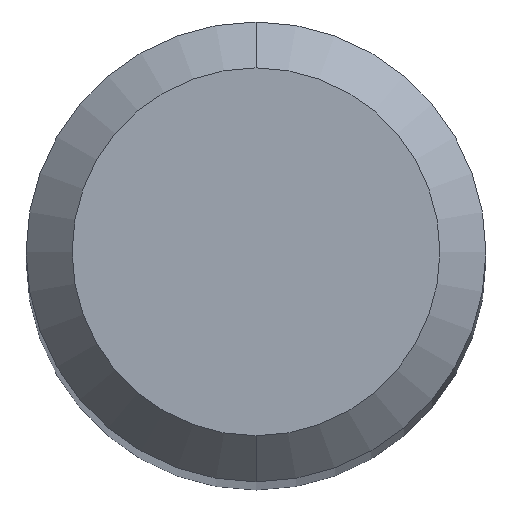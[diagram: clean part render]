
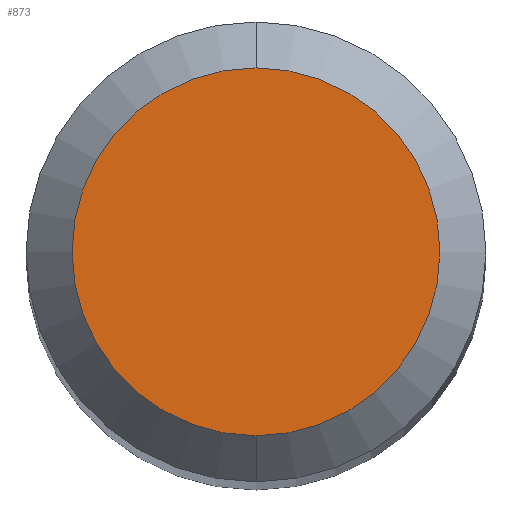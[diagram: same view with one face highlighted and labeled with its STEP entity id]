
A CAD part, top view. The second image highlights one B-rep face of the part: STEP entity #873.
In plain terms, the highlighted planar face has unit normal (0, 0, 1).
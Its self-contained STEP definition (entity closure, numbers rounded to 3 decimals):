
#331=VERTEX_POINT('',#927);
#473=EDGE_CURVE('',#805,#331,#1085,.T.);
#515=EDGE_CURVE('',#331,#805,#1130,.T.);
#805=VERTEX_POINT('',#1443);
#873=ADVANCED_FACE('',(#1517),#1518,.T.);
#927=CARTESIAN_POINT('',(0.,-1.2,0.0));
#1085=CIRCLE('',#2089,1.2);
#1130=CIRCLE('',#2317,1.2);
#1443=CARTESIAN_POINT('',(0.0,1.2,0.0));
#1517=FACE_OUTER_BOUND('',#5532,.T.);
#1518=PLANE('',#5533);
#2089=AXIS2_PLACEMENT_3D('',#5790,#5791,#5792);
#2317=AXIS2_PLACEMENT_3D('',#5826,#5827,#5828);
#5532=EDGE_LOOP('',(#6199,#6200));
#5533=AXIS2_PLACEMENT_3D('',#6201,#6202,#6203);
#5790=CARTESIAN_POINT('',(0.0,0.0,0.0));
#5791=DIRECTION('',(0.0,0.0,-1.0));
#5792=DIRECTION('',(0.0,1.0,0.0));
#5826=CARTESIAN_POINT('',(0.0,0.0,0.0));
#5827=DIRECTION('',(0.0,0.0,-1.0));
#5828=DIRECTION('',(0.0,1.0,0.0));
#6199=ORIENTED_EDGE('',*,*,#473,.F.);
#6200=ORIENTED_EDGE('',*,*,#515,.F.);
#6201=CARTESIAN_POINT('',(0.0,0.6,0.0));
#6202=DIRECTION('',(-0.0,0.0,1.0));
#6203=DIRECTION('',(0.0,-1.0,0.0));
